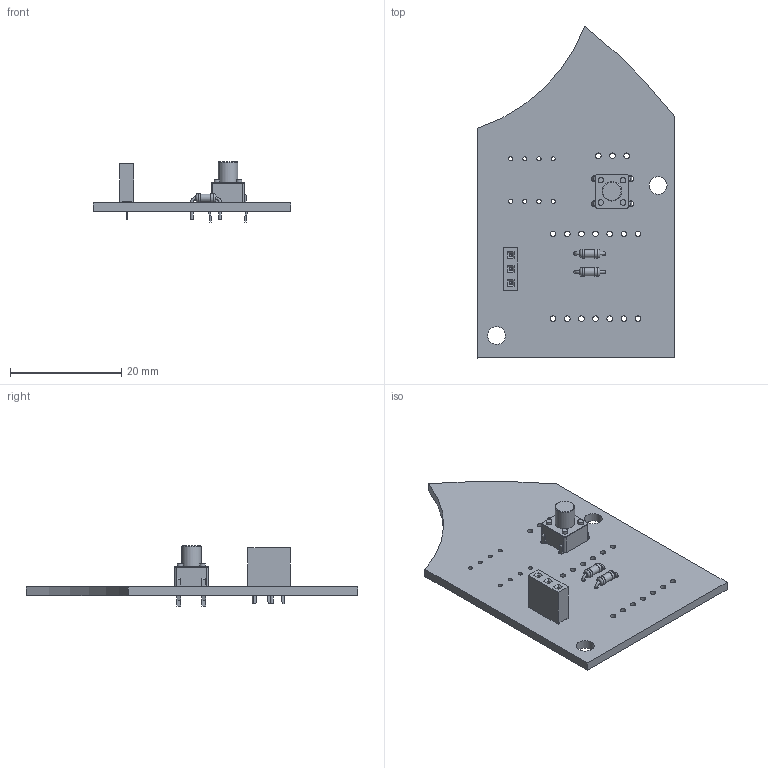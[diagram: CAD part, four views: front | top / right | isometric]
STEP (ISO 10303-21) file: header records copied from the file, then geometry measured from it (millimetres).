
FILE_DESCRIPTION(('KiCad electronic assembly'),'2;1');
FILE_NAME('gyro_board.step','2023-06-04T23:56:34',('Pcbnew'),('Kicad'), 'Open CASCADE STEP processor 7.6','KiCad to STEP converter','Unknown' );
FILE_SCHEMA(('AUTOMOTIVE_DESIGN { 1 0 10303 214 1 1 1 1 }'));
Length unit declared in the file: millimetre
Products named in the file (8): gyro_board 1; PinSocket_1x03_P2.54mm_Vertical; SOLID; SW_PUSH_6mm_H7.3mm; R_Axial_DIN0204_L3.6mm_D1.6mm_P5.08mm_Horizontal; gyro_board PCB
Assembly tree (8 placements, depth 3):
  gyro_board 1
    PinSocket_1x03_P2.54mm_Vertical
      SOLID
    SW_PUSH_6mm_H7.3mm
      SOLID
    R_Axial_DIN0204_L3.6mm_D1.6mm_P5.08mm_Horizontal  x2
      SOLID
    gyro_board PCB
Bounding box: 35.5 x 59.65 x 10.8 mm (x, y, z)
Volume: 3070.5 mm3; surface area: 4466.4 mm2
Topology: 5 solids, 5 shells, 283 faces, 716 edges, 465 vertices
Faces by surface type: plane 183, cylinder 91, torus 9
Full cylindrical faces by diameter (mm): 0.5 x4, 0.7 x4, 0.762 x8, 1 x24, 1.1 x4, 1.44 x2, 1.6 x4, 3.2 x2, 3.5 x1
Entity records: 19904 total; most frequent: CARTESIAN_POINT 3833, DIRECTION 2761, LINE 1734, VECTOR 1734, ORIENTED_EDGE 1386, PCURVE 1386, DEFINITIONAL_REPRESENTATION 1386, EDGE_CURVE 693
